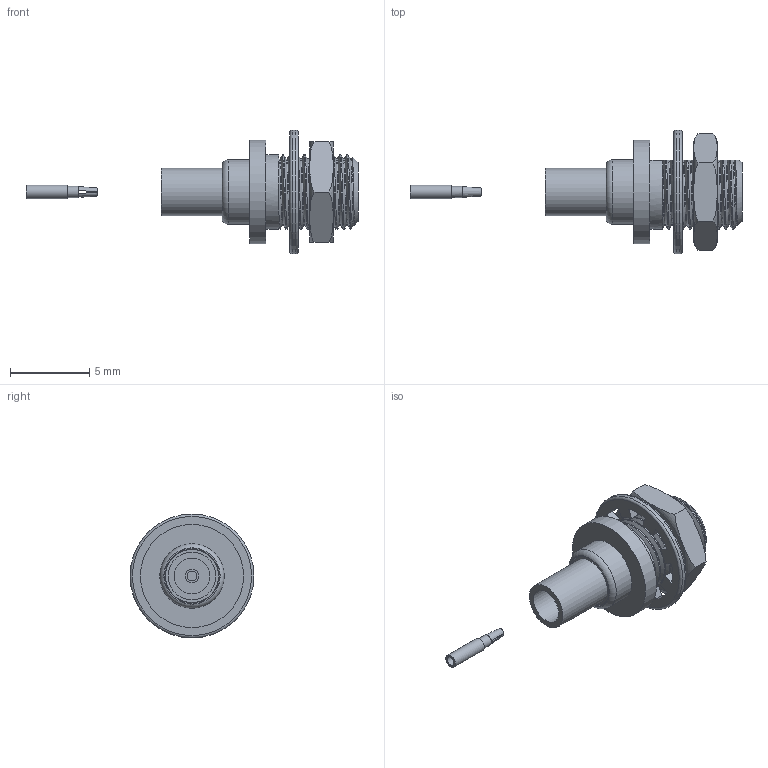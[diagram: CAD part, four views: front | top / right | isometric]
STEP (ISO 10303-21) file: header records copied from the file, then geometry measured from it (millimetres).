
FILE_DESCRIPTION(/* description */ ('Unknown'),/* implementation_level */ '2;1');
FILE_NAME(/* name */ '66029421110820',/* time_stamp */ '2019-03-22T09:54:17+01:00',/* author */ ('Unknown'),/* organization */ ('Unknown'),/* preprocessor_version */ 'ST-DEVELOPER v16.7',/* originating_system */ 'DEX',/* authorisation */ $);
FILE_SCHEMA (('AUTOMOTIVE_DESIGN {1 0 10303 214 3 1 1}'));
Length unit declared in the file: millimetre
Products named in the file (1): 66029421110820
Bounding box: 20.9 x 7.8 x 7.8 mm (x, y, z)
Volume: 165 mm3; surface area: 557.7 mm2
Topology: 4 solids, 4 shells, 207 faces, 641 edges, 413 vertices
Faces by surface type: plane 90, cylinder 73, bspline 27, cone 12, torus 5
Full cylindrical faces by diameter (mm): 0.6 x1, 0.7 x2, 0.85 x1, 1.54 x1, 2.24 x1, 2.7 x1, 2.9 x1, 3 x1, 3.54 x1, 4.06 x1, 6.5 x1, 7.8 x1
Entity records: 16151 total; most frequent: CARTESIAN_POINT 10005, ORIENTED_EDGE 1190, DIRECTION 940, EDGE_CURVE 595, VERTEX_POINT 395, AXIS2_PLACEMENT_3D 368, EDGE_LOOP 252, FACE_BOUND 252
